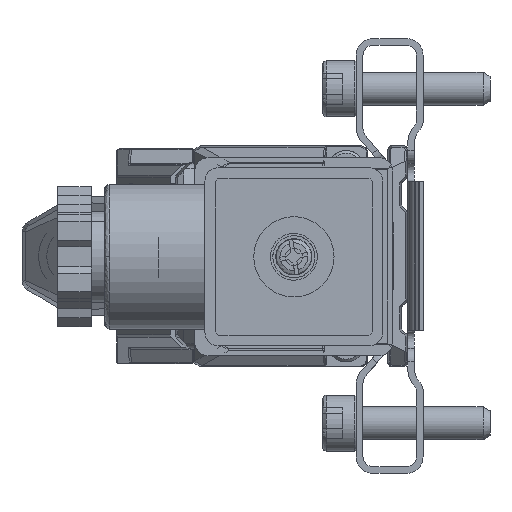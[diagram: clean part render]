
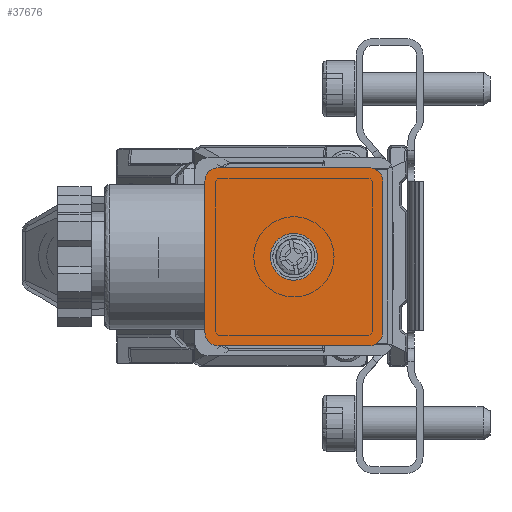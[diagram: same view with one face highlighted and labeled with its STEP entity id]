
A CAD part, left-side view. The second image highlights one B-rep face of the part: STEP entity #37676.
In plain terms, the highlighted planar face has unit normal (-1, 0, 0).
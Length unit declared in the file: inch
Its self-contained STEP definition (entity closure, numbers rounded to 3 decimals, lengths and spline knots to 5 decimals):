
#61 = VERTEX_POINT ( 'NONE', #29354 ) ;
#1809 = EDGE_LOOP ( 'NONE', ( #21926 ) ) ;
#2358 = ORIENTED_EDGE ( 'NONE', *, *, #30219, .F. ) ;
#3265 = EDGE_CURVE ( 'NONE', #8286, #40454, #3565, .T. ) ;
#3565 = LINE ( 'NONE', #10795, #27725 ) ;
#4694 = VERTEX_POINT ( 'NONE', #29276 ) ;
#4955 = VECTOR ( 'NONE', #8761, 39.37008 ) ;
#5278 = CARTESIAN_POINT ( 'NONE',  ( -11.66142, 1.19347, -1.17628 ) ) ;
#5378 = CARTESIAN_POINT ( 'NONE',  ( -11.66142, 1.11473, -1.17628 ) ) ;
#6773 = CARTESIAN_POINT ( 'NONE',  ( -11.66142, 1.11473, -0.20777 ) ) ;
#7717 = ORIENTED_EDGE ( 'NONE', *, *, #31148, .F. ) ;
#7912 = CARTESIAN_POINT ( 'NONE',  ( -11.66142, 0.14622, -0.20777 ) ) ;
#7979 = AXIS2_PLACEMENT_3D ( 'NONE', #45689, #13808, #37800 ) ;
#8286 = VERTEX_POINT ( 'NONE', #18306 ) ;
#8761 = DIRECTION ( 'NONE',  ( 0., 1., 0. ) ) ;
#10795 = CARTESIAN_POINT ( 'NONE',  ( -11.66142, 1.19347, -0.12903 ) ) ;
#13808 = DIRECTION ( 'NONE',  ( 1., 0., 0. ) ) ;
#13985 = ORIENTED_EDGE ( 'NONE', *, *, #39370, .F. ) ;
#14144 = CIRCLE ( 'NONE', #17855, 0.1378 ) ;
#14537 = VERTEX_POINT ( 'NONE', #42922 ) ;
#14641 = VERTEX_POINT ( 'NONE', #19331 ) ;
#15276 = CARTESIAN_POINT ( 'NONE',  ( -11.66142, 0.14622, -1.17628 ) ) ;
#16439 = CIRCLE ( 'NONE', #33549, 0.07874 ) ;
#16865 = VECTOR ( 'NONE', #41113, 39.37008 ) ;
#17320 = FACE_BOUND ( 'NONE', #1809, .T. ) ;
#17569 = DIRECTION ( 'NONE',  ( 1., 0., 0. ) ) ;
#17636 = CARTESIAN_POINT ( 'NONE',  ( -11.66142, 1.11473, -1.09754 ) ) ;
#17855 = AXIS2_PLACEMENT_3D ( 'NONE', #43494, #36284, #21873 ) ;
#17939 = ORIENTED_EDGE ( 'NONE', *, *, #18158, .F. ) ;
#18158 = EDGE_CURVE ( 'NONE', #61, #4694, #44284, .T. ) ;
#18168 = AXIS2_PLACEMENT_3D ( 'NONE', #18969, #22703, #36896 ) ;
#18306 = CARTESIAN_POINT ( 'NONE',  ( -11.66142, 1.11473, -0.12903 ) ) ;
#18503 = VERTEX_POINT ( 'NONE', #5378 ) ;
#18969 = CARTESIAN_POINT ( 'NONE',  ( -11.66142, 0.22496, -1.09754 ) ) ;
#19331 = CARTESIAN_POINT ( 'NONE',  ( -11.66142, 1.19347, -1.09754 ) ) ;
#19890 = CIRCLE ( 'NONE', #44393, 0.07874 ) ;
#20503 = CARTESIAN_POINT ( 'NONE',  ( -11.66142, 1.19347, -0.20777 ) ) ;
#20618 = CARTESIAN_POINT ( 'NONE',  ( -11.66142, 0.22496, -0.20777 ) ) ;
#21549 = EDGE_LOOP ( 'NONE', ( #44994, #17939, #38487, #2358, #38182, #13985, #7717, #36372 ) ) ;
#21873 = DIRECTION ( 'NONE',  ( 0., 0., -1. ) ) ;
#21926 = ORIENTED_EDGE ( 'NONE', *, *, #33477, .F. ) ;
#22703 = DIRECTION ( 'NONE',  ( 1., 0., 0. ) ) ;
#24984 = DIRECTION ( 'NONE',  ( 0., -1., 0. ) ) ;
#25061 = AXIS2_PLACEMENT_3D ( 'NONE', #6773, #34701, #30767 ) ;
#27725 = VECTOR ( 'NONE', #24984, 39.37008 ) ;
#27903 = DIRECTION ( 'NONE',  ( 1., 0., 0. ) ) ;
#29276 = CARTESIAN_POINT ( 'NONE',  ( -11.66142, 0.22496, -1.17628 ) ) ;
#29354 = CARTESIAN_POINT ( 'NONE',  ( -11.66142, 0.14622, -1.09754 ) ) ;
#30219 = EDGE_CURVE ( 'NONE', #40454, #40220, #19890, .T. ) ;
#30767 = DIRECTION ( 'NONE',  ( 0., -1., 0. ) ) ;
#30828 = FACE_OUTER_BOUND ( 'NONE', #21549, .T. ) ;
#31148 = EDGE_CURVE ( 'NONE', #14641, #33169, #39731, .T. ) ;
#31412 = DIRECTION ( 'NONE',  ( 0., -1., 0. ) ) ;
#31525 = PLANE ( 'NONE',  #7979 ) ;
#33169 = VERTEX_POINT ( 'NONE', #20503 ) ;
#33477 = EDGE_CURVE ( 'NONE', #14537, #14537, #14144, .T. ) ;
#33549 = AXIS2_PLACEMENT_3D ( 'NONE', #17636, #27903, #31412 ) ;
#34701 = DIRECTION ( 'NONE',  ( 1., 0., 0. ) ) ;
#34937 = EDGE_CURVE ( 'NONE', #18503, #14641, #16439, .T. ) ;
#36284 = DIRECTION ( 'NONE',  ( -1., 0., 0. ) ) ;
#36372 = ORIENTED_EDGE ( 'NONE', *, *, #34937, .F. ) ;
#36896 = DIRECTION ( 'NONE',  ( 0., -1., 0. ) ) ;
#37018 = EDGE_CURVE ( 'NONE', #4694, #18503, #43903, .T. ) ;
#37124 = EDGE_CURVE ( 'NONE', #40220, #61, #44131, .T. ) ;
#37676 = ADVANCED_FACE ( 'NONE', ( #30828, #17320 ), #31525, .F. ) ;
#37800 = DIRECTION ( 'NONE',  ( 0., 0., 1. ) ) ;
#38182 = ORIENTED_EDGE ( 'NONE', *, *, #3265, .F. ) ;
#38487 = ORIENTED_EDGE ( 'NONE', *, *, #37124, .F. ) ;
#38851 = CARTESIAN_POINT ( 'NONE',  ( -11.66142, 0.22496, -0.12903 ) ) ;
#39370 = EDGE_CURVE ( 'NONE', #33169, #8286, #42981, .T. ) ;
#39503 = DIRECTION ( 'NONE',  ( 0., 0., 1. ) ) ;
#39731 = LINE ( 'NONE', #43899, #44428 ) ;
#40220 = VERTEX_POINT ( 'NONE', #7912 ) ;
#40454 = VERTEX_POINT ( 'NONE', #38851 ) ;
#41113 = DIRECTION ( 'NONE',  ( 0., 0., -1. ) ) ;
#42922 = CARTESIAN_POINT ( 'NONE',  ( -11.66142, 0.66984, -0.79045 ) ) ;
#42981 = CIRCLE ( 'NONE', #25061, 0.07874 ) ;
#43494 = CARTESIAN_POINT ( 'NONE',  ( -11.66142, 0.66984, -0.65265 ) ) ;
#43899 = CARTESIAN_POINT ( 'NONE',  ( -11.66142, 1.19347, -1.17628 ) ) ;
#43903 = LINE ( 'NONE', #5278, #4955 ) ;
#44131 = LINE ( 'NONE', #15276, #16865 ) ;
#44284 = CIRCLE ( 'NONE', #18168, 0.07874 ) ;
#44393 = AXIS2_PLACEMENT_3D ( 'NONE', #20618, #17569, #45730 ) ;
#44428 = VECTOR ( 'NONE', #39503, 39.37008 ) ;
#44994 = ORIENTED_EDGE ( 'NONE', *, *, #37018, .F. ) ;
#45689 = CARTESIAN_POINT ( 'NONE',  ( -11.66142, 1.19347, -1.17628 ) ) ;
#45730 = DIRECTION ( 'NONE',  ( 0., -1., 0. ) ) ;
